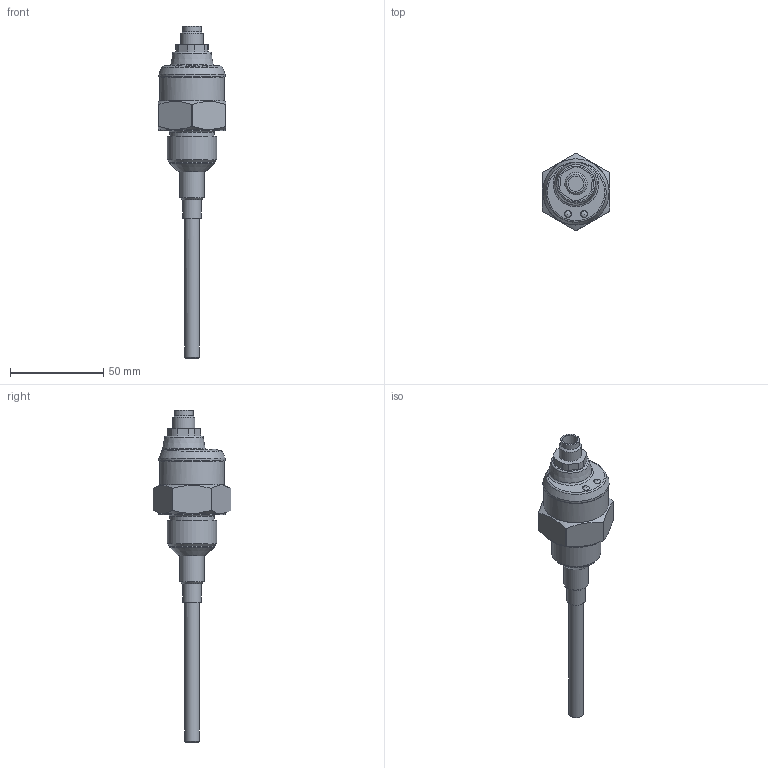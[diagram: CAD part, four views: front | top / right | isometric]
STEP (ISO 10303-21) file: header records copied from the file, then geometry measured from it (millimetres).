
FILE_DESCRIPTION(/* description */ ('Unknown'),/* implementation_level */ '2;1');
FILE_NAME(/* name */ 'DLM-35_N-20-G3_4-_-C_E100',/* time_stamp */ '2019-06-26T14:03:05+02:00',/* author */ ('Unknown'),/* organization */ ('Unknown'),/* preprocessor_version */ 'ST-DEVELOPER v16.7',/* originating_system */ 'DEX',/* authorisation */ $);
FILE_SCHEMA (('AUTOMOTIVE_DESIGN {1 0 10303 214 3 1 1}'));
Length unit declared in the file: millimetre
Products named in the file (1): DLM-35_N-20-G3_4-_-C_E100
Bounding box: 36 x 41.5 x 178.11 mm (x, y, z)
Volume: 33428.8 mm3; surface area: 19310.6 mm2
Topology: 1 solids, 7 shells, 197 faces, 463 edges, 301 vertices
Faces by surface type: plane 76, cylinder 67, cone 34, bspline 14, torus 6
Full cylindrical faces by diameter (mm): 2.5 x2, 2.6 x2, 3.5 x5, 6 x1, 8 x2, 8.2 x1, 10 x3, 10.376 x1, 11.278 x1, 12 x1, 12.3 x2, 12.956 x1, 13 x2, 14.635 x1, 18 x1, 18.8 x1, 18.917 x1, 20 x1, 24 x2, 26.441 x1, 27.3 x1, 30.999 x1, 33.3 x2, 33.5 x2, 34.8 x1, 35.5 x1, 35.6 x1
Entity records: 7281 total; most frequent: CARTESIAN_POINT 1852, DIRECTION 858, ORIENTED_EDGE 680, AXIS2_PLACEMENT_3D 376, EDGE_CURVE 340, FACE_BOUND 312, EDGE_LOOP 306, VERTEX_POINT 266
